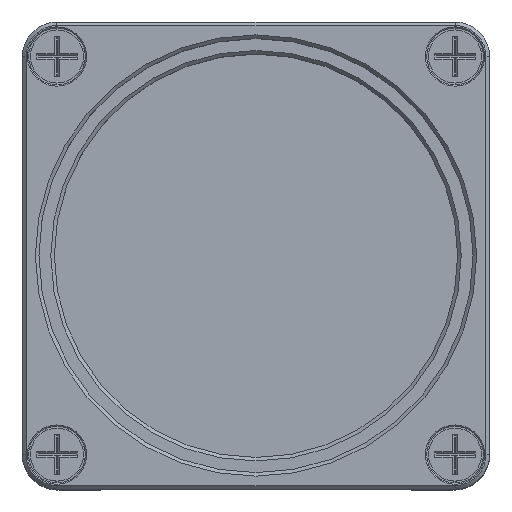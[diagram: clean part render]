
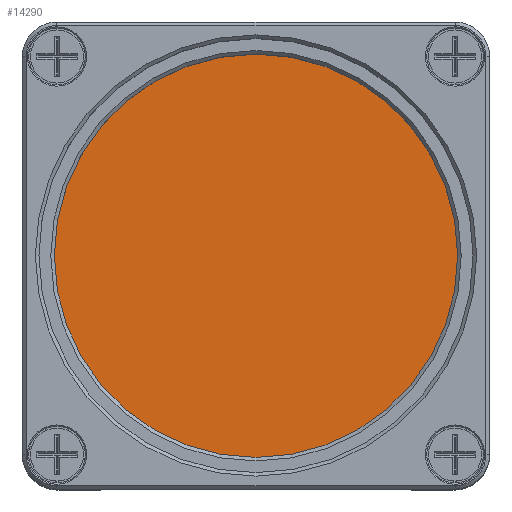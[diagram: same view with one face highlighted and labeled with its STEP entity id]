
A CAD part, top view. The second image highlights one B-rep face of the part: STEP entity #14290.
In plain terms, the highlighted face is planar.
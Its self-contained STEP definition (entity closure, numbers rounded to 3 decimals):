
#4944=FACE_OUTER_BOUND('',#60010,.T.);
#14290=ADVANCED_FACE('',(#4944),#20314,.F.);
#20314=PLANE('',#150386);
#60010=EDGE_LOOP('',(#86510));
#86510=ORIENTED_EDGE('',*,*,#130360,.F.);
#112744=VERTEX_POINT('',#218829);
#130360=EDGE_CURVE('',#112744,#112744,#142074,.T.);
#142074=CIRCLE('',#150383,12.5);
#150383=AXIS2_PLACEMENT_3D('',#218828,#177408,#177409);
#150386=AXIS2_PLACEMENT_3D('',#218832,#177414,#177415);
#177408=DIRECTION('',(0.,0.,1.));
#177409=DIRECTION('',(1.,0.,0.));
#177414=DIRECTION('',(0.,0.,1.));
#177415=DIRECTION('',(1.,0.,0.));
#218828=CARTESIAN_POINT('',(0.,0.,0.));
#218829=CARTESIAN_POINT('',(12.5,0.,0.));
#218832=CARTESIAN_POINT('',(0.,0.,0.));
